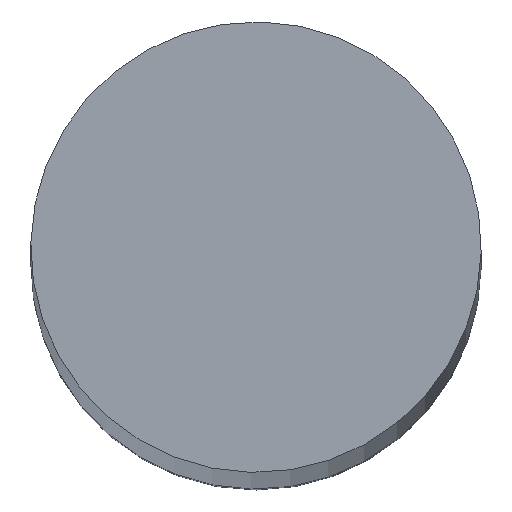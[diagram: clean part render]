
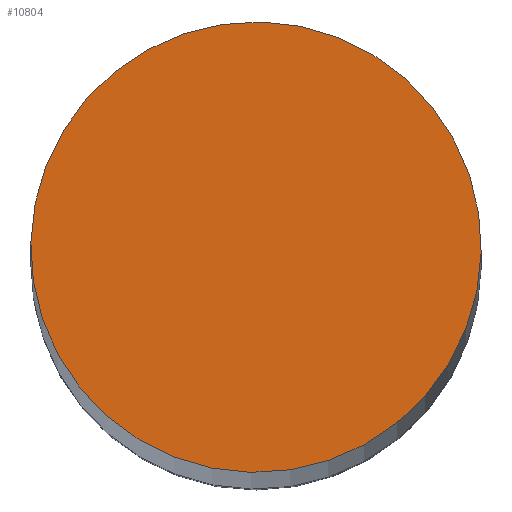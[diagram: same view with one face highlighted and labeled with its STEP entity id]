
A CAD part, top view. The second image highlights one B-rep face of the part: STEP entity #10804.
In plain terms, the highlighted planar face has unit normal (0, 0, 1).
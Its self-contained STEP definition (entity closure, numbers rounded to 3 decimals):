
#547=PLANE($,#13174);
#2012=FACE_OUTER_BOUND($,#3448,.T.);
#3448=EDGE_LOOP($,(#8332));
#5405=CIRCLE($,#13171,36.05);
#6353=VERTEX_POINT($,#20359);
#7341=EDGE_CURVE($,#6353,#6353,#5405,.T.);
#8332=ORIENTED_EDGE($,*,*,#7341,.T.);
#10804=ADVANCED_FACE($,(#2012),#547,.T.);
#13171=AXIS2_PLACEMENT_3D($,#20360,#15569,#15570);
#13174=AXIS2_PLACEMENT_3D($,#20364,#15575,#15576);
#15569=DIRECTION('center_axis',(0.,0.,1.));
#15570=DIRECTION('ref_axis',(-1.,0.,0.));
#15575=DIRECTION('center_axis',(0.,0.,1.));
#15576=DIRECTION('ref_axis',(1.,0.,0.));
#20359=CARTESIAN_POINT('',(36.05,0.,1500.));
#20360=CARTESIAN_POINT('Origin',(0.,0.,1500.));
#20364=CARTESIAN_POINT('Origin',(0.,0.,1500.));
